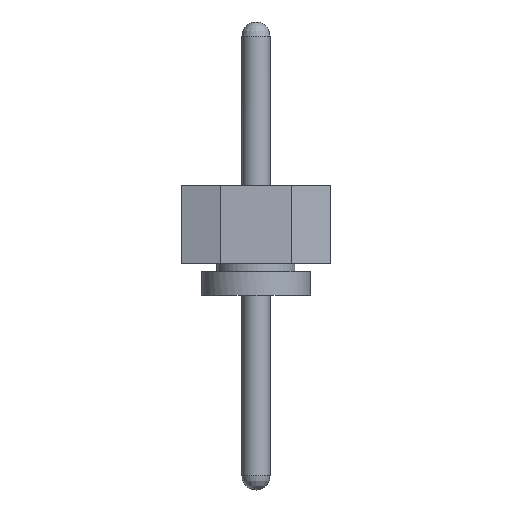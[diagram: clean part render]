
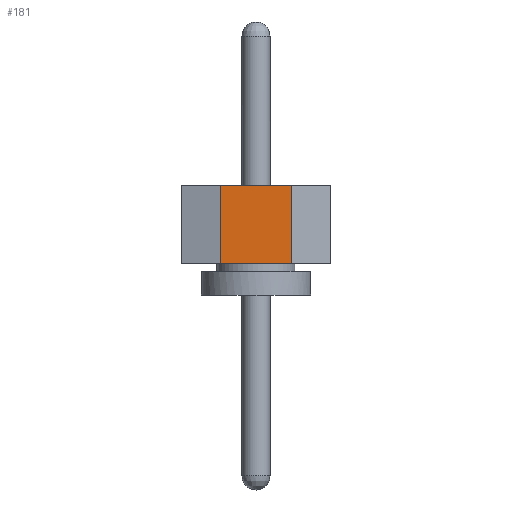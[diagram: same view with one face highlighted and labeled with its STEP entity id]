
A CAD part, front view. The second image highlights one B-rep face of the part: STEP entity #181.
In plain terms, the highlighted planar face has unit normal (0, -1, 0).
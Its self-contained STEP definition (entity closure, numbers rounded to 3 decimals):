
#181=ADVANCED_FACE('',(#300),#1841,.T.);
#300=FACE_OUTER_BOUND('',#434,.T.);
#434=EDGE_LOOP('',(#774,#775,#776,#777));
#774=ORIENTED_EDGE('',*,*,#1201,.T.);
#775=ORIENTED_EDGE('',*,*,#1206,.F.);
#776=ORIENTED_EDGE('',*,*,#1207,.F.);
#777=ORIENTED_EDGE('',*,*,#1205,.F.);
#1201=EDGE_CURVE('',#1721,#1723,#1387,.T.);
#1205=EDGE_CURVE('',#1721,#1726,#1391,.T.);
#1206=EDGE_CURVE('',#1727,#1723,#1392,.T.);
#1207=EDGE_CURVE('',#1726,#1727,#1393,.T.);
#1387=B_SPLINE_CURVE_WITH_KNOTS('',1,(#3856,#3857),.UNSPECIFIED.,.F.,.F.,
(2,2),(-0.05,0.),.UNSPECIFIED.);
#1391=B_SPLINE_CURVE_WITH_KNOTS('',1,(#3864,#3865),.UNSPECIFIED.,.F.,.F.,
(2,2),(-0.046,0.),.UNSPECIFIED.);
#1392=B_SPLINE_CURVE_WITH_KNOTS('',1,(#3866,#3867),.UNSPECIFIED.,.F.,.F.,
(2,2),(0.,0.046),.UNSPECIFIED.);
#1393=B_SPLINE_CURVE_WITH_KNOTS('',1,(#3868,#3869),.UNSPECIFIED.,.F.,.F.,
(2,2),(-0.05,0.),.UNSPECIFIED.);
#1721=VERTEX_POINT('',#3747);
#1723=VERTEX_POINT('',#3749);
#1726=VERTEX_POINT('',#3752);
#1727=VERTEX_POINT('',#3753);
#1841=PLANE('',#1980);
#1980=AXIS2_PLACEMENT_3D('',#3614,#2032,$);
#2032=DIRECTION('',(0.,-1.,0.));
#3614=CARTESIAN_POINT('',(15.972,-11.43,-14.897));
#3747=CARTESIAN_POINT('',(0.584,-11.43,0.5));
#3749=CARTESIAN_POINT('',(0.584,-11.43,1.77));
#3752=CARTESIAN_POINT('',(-0.584,-11.43,0.5));
#3753=CARTESIAN_POINT('',(-0.584,-11.43,1.77));
#3856=CARTESIAN_POINT('',(0.584,-11.43,0.5));
#3857=CARTESIAN_POINT('',(0.584,-11.43,1.77));
#3864=CARTESIAN_POINT('',(0.584,-11.43,0.5));
#3865=CARTESIAN_POINT('',(-0.584,-11.43,0.5));
#3866=CARTESIAN_POINT('',(-0.584,-11.43,1.77));
#3867=CARTESIAN_POINT('',(0.584,-11.43,1.77));
#3868=CARTESIAN_POINT('',(-0.584,-11.43,0.5));
#3869=CARTESIAN_POINT('',(-0.584,-11.43,1.77));
